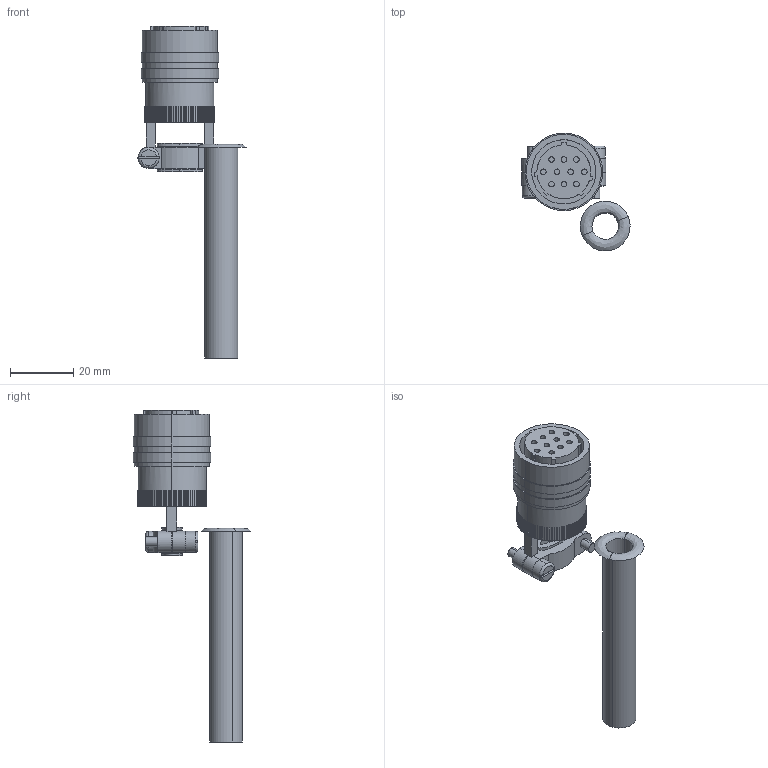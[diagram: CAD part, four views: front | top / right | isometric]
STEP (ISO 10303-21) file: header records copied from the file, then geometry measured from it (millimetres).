
FILE_DESCRIPTION (( 'STEP AP203' ), '1' );
FILE_NAME ('MS3116F12-10S.STEP', '2019-05-02T20:27:10', ( '' ), ( '' ), 'SwSTEP 2.0', 'SolidWorks 2017', '' );
FILE_SCHEMA (( 'CONFIG_CONTROL_DESIGN' ));
Length unit declared in the file: inch
Products named in the file (3): MS3116F12-10S; MS3116F12-TAB_MS3116F12-10S; ms3420
Assembly tree (2 placements, depth 2):
  MS3116F12-10S
    MS3116F12-TAB_MS3116F12-10S
    ms3420
Bounding box: 34.18 x 37.19 x 104.94 mm (x, y, z)
Volume: 11926.3 mm3; surface area: 12690.9 mm2
Topology: 3 solids, 3 shells, 416 faces, 1156 edges, 762 vertices
Faces by surface type: plane 337, cylinder 60, bspline 13, torus 6
Entity records: 14339 total; most frequent: CARTESIAN_POINT 3160, ORIENTED_EDGE 2312, DIRECTION 2258, EDGE_CURVE 1156, LINE 786, VECTOR 786, VERTEX_POINT 762, AXIS2_PLACEMENT_3D 736
